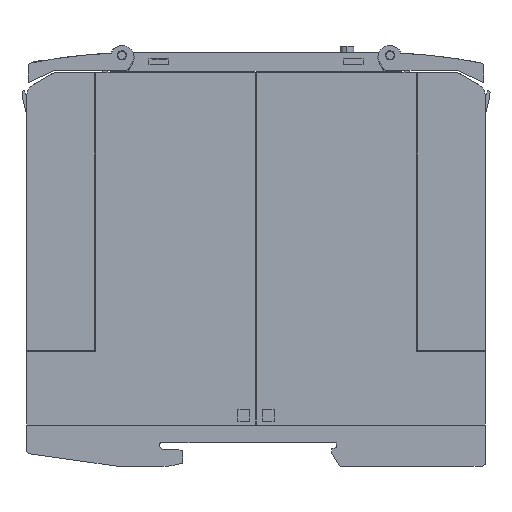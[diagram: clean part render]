
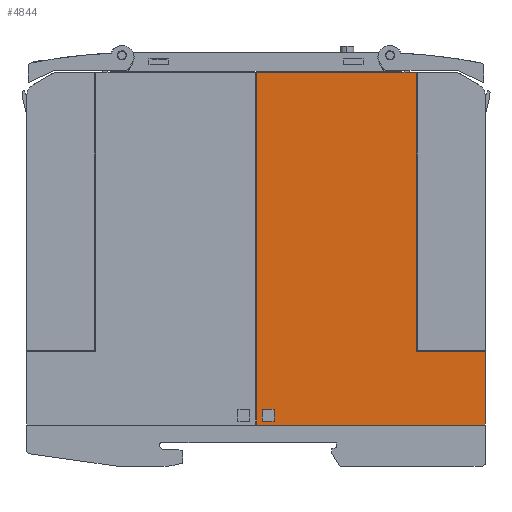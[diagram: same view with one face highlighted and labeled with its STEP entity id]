
A CAD part, left-side view. The second image highlights one B-rep face of the part: STEP entity #4844.
In plain terms, the highlighted planar face has unit normal (-1, 0, 0).
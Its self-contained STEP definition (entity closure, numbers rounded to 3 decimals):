
#4844=ADVANCED_FACE('',(#9876,#9877),#9878,.T.);
#9876=FACE_BOUND('',#14974,.T.);
#9877=FACE_OUTER_BOUND('',#14975,.T.);
#9878=PLANE('',#14976);
#14974=EDGE_LOOP('',(#30328,#30329,#30330,#30331));
#14975=EDGE_LOOP('',(#30332,#30333,#30334,#30335,#30336,#30337));
#14976=AXIS2_PLACEMENT_3D('',#30338,#30339,#30340);
#30328=ORIENTED_EDGE('',*,*,#36970,.T.);
#30329=ORIENTED_EDGE('',*,*,#36946,.T.);
#30330=ORIENTED_EDGE('',*,*,#36954,.T.);
#30331=ORIENTED_EDGE('',*,*,#36967,.T.);
#30332=ORIENTED_EDGE('',*,*,#33053,.T.);
#30333=ORIENTED_EDGE('',*,*,#33063,.T.);
#30334=ORIENTED_EDGE('',*,*,#36977,.T.);
#30335=ORIENTED_EDGE('',*,*,#36960,.F.);
#30336=ORIENTED_EDGE('',*,*,#36978,.T.);
#30337=ORIENTED_EDGE('',*,*,#36973,.T.);
#30338=CARTESIAN_POINT('',(0.0,25.949,9.001));
#30339=DIRECTION('',(-1.0,0.0,0.0));
#30340=DIRECTION('',(0.0,-1.0,0.0));
#33053=EDGE_CURVE('',#40363,#40367,#40369,.T.);
#33063=EDGE_CURVE('',#40367,#40387,#40388,.T.);
#36946=EDGE_CURVE('',#46125,#46123,#46126,.T.);
#36954=EDGE_CURVE('',#46123,#46134,#46136,.T.);
#36960=EDGE_CURVE('',#46145,#46147,#46148,.T.);
#36967=EDGE_CURVE('',#46134,#46157,#46159,.T.);
#36970=EDGE_CURVE('',#46157,#46125,#46162,.T.);
#36973=EDGE_CURVE('',#46165,#40363,#46166,.T.);
#36977=EDGE_CURVE('',#40387,#46147,#46171,.T.);
#36978=EDGE_CURVE('',#46145,#46165,#46172,.T.);
#40363=VERTEX_POINT('',#51508);
#40367=VERTEX_POINT('',#51514);
#40369=LINE('',#51517,#51518);
#40387=VERTEX_POINT('',#51544);
#40388=LINE('',#51545,#51546);
#46123=VERTEX_POINT('',#60226);
#46125=VERTEX_POINT('',#60229);
#46126=LINE('',#60230,#60231);
#46134=VERTEX_POINT('',#60243);
#46136=LINE('',#60246,#60247);
#46145=VERTEX_POINT('',#60259);
#46147=VERTEX_POINT('',#60262);
#46148=LINE('',#60263,#60264);
#46157=VERTEX_POINT('',#60277);
#46159=LINE('',#60280,#60281);
#46162=LINE('',#60285,#60286);
#46165=VERTEX_POINT('',#60289);
#46166=LINE('',#60290,#60291);
#46171=LINE('',#60298,#60299);
#46172=LINE('',#60300,#60301);
#51508=CARTESIAN_POINT('',(0.0,0.999,25.101));
#51514=CARTESIAN_POINT('',(0.0,16.099,25.101));
#51517=CARTESIAN_POINT('',(0.0,17.224,25.101));
#51518=VECTOR('',#62842,1.0);
#51544=CARTESIAN_POINT('',(0.0,16.099,85.801));
#51545=CARTESIAN_POINT('',(0.0,16.099,32.226));
#51546=VECTOR('',#62851,1.0);
#60226=CARTESIAN_POINT('',(0.0,46.999,12.401));
#60229=CARTESIAN_POINT('',(0.0,49.599,12.401));
#60230=CARTESIAN_POINT('',(0.0,37.124,12.401));
#60231=VECTOR('',#66541,1.0);
#60243=CARTESIAN_POINT('',(0.0,46.999,9.801));
#60246=CARTESIAN_POINT('',(0.0,46.999,10.051));
#60247=VECTOR('',#66547,1.0);
#60259=CARTESIAN_POINT('',(0.0,50.899,9.001));
#60262=CARTESIAN_POINT('',(0.0,50.899,85.801));
#60263=CARTESIAN_POINT('',(0.0,50.899,9.001));
#60264=VECTOR('',#66552,1.0);
#60277=CARTESIAN_POINT('',(0.0,49.599,9.801));
#60280=CARTESIAN_POINT('',(0.0,37.124,9.801));
#60281=VECTOR('',#66558,1.0);
#60285=CARTESIAN_POINT('',(0.0,49.599,10.051));
#60286=VECTOR('',#66560,1.0);
#60289=CARTESIAN_POINT('',(0.0,0.999,9.001));
#60290=CARTESIAN_POINT('',(0.0,0.999,9.001));
#60291=VECTOR('',#66561,1.0);
#60298=CARTESIAN_POINT('',(0.0,50.899,85.801));
#60299=VECTOR('',#66564,1.0);
#60300=CARTESIAN_POINT('',(0.0,50.899,9.001));
#60301=VECTOR('',#66565,1.0);
#62842=DIRECTION('',(0.0,1.0,-0.0));
#62851=DIRECTION('',(0.0,0.0,1.0));
#66541=DIRECTION('',(-0.0,-1.0,-0.0));
#66547=DIRECTION('',(-0.0,-0.0,-1.0));
#66552=DIRECTION('',(0.0,0.0,1.0));
#66558=DIRECTION('',(0.0,1.0,-0.0));
#66560=DIRECTION('',(0.0,0.0,1.0));
#66561=DIRECTION('',(0.0,0.0,1.0));
#66564=DIRECTION('',(0.0,1.0,-0.0));
#66565=DIRECTION('',(0.0,-1.0,0.0));
